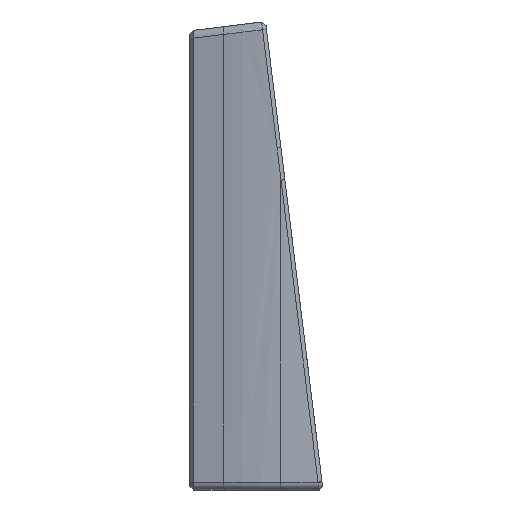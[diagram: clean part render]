
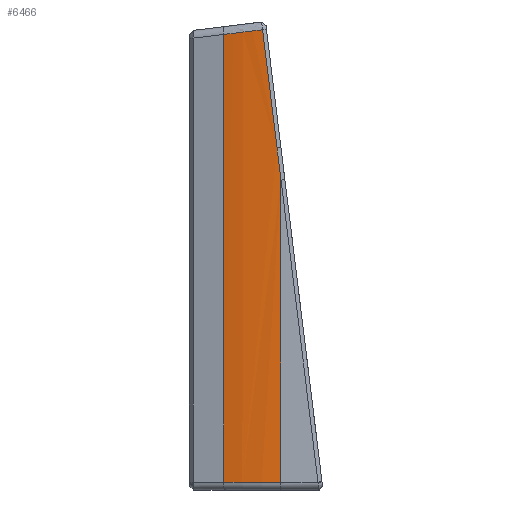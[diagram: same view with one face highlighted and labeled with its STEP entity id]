
A CAD part, left-side view. The second image highlights one B-rep face of the part: STEP entity #6466.
In plain terms, the highlighted cylindrical face has radius 60 mm (diameter 120 mm), a partial arc.
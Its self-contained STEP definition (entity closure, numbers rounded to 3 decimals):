
#82=ELLIPSE('',#6919,60.421,60.);
#327=B_SPLINE_CURVE_WITH_KNOTS('',3,(#11827,#11828,#11829,#11830),
 .UNSPECIFIED.,.F.,.F.,(4,4),(-4.774,-4.712),
 .UNSPECIFIED.);
#328=B_SPLINE_CURVE_WITH_KNOTS('',3,(#11848,#11849,#11850,#11851),
 .UNSPECIFIED.,.F.,.F.,(4,4),(0.,0.),.UNSPECIFIED.);
#329=B_SPLINE_CURVE_WITH_KNOTS('',3,(#11874,#11875,#11876,#11877),
 .UNSPECIFIED.,.F.,.F.,(4,4),(-2.65,-1.835),
 .UNSPECIFIED.);
#533=CYLINDRICAL_SURFACE('',#6921,60.);
#725=CIRCLE('',#6922,60.);
#1082=FACE_OUTER_BOUND('',#1476,.T.);
#1476=EDGE_LOOP('',(#5715,#5716,#5717,#5718,#5719,#5720,#5721));
#1960=LINE('',#12241,#2448);
#1961=LINE('',#12244,#2449);
#2448=VECTOR('',#8184,10.);
#2449=VECTOR('',#8187,10.);
#3075=VERTEX_POINT('',#11774);
#3077=VERTEX_POINT('',#11824);
#3078=VERTEX_POINT('',#11826);
#3080=VERTEX_POINT('',#11855);
#3097=VERTEX_POINT('',#12234);
#3098=VERTEX_POINT('',#12240);
#3099=VERTEX_POINT('',#12242);
#3957=EDGE_CURVE('',#3077,#3078,#327,.T.);
#3959=EDGE_CURVE('',#3075,#3077,#328,.T.);
#3963=EDGE_CURVE('',#3078,#3080,#329,.T.);
#4007=EDGE_CURVE('',#3097,#3075,#82,.T.);
#4009=EDGE_CURVE('',#3097,#3098,#1960,.T.);
#4010=EDGE_CURVE('',#3099,#3098,#725,.T.);
#4011=EDGE_CURVE('',#3099,#3080,#1961,.T.);
#5715=ORIENTED_EDGE('',*,*,#3959,.F.);
#5716=ORIENTED_EDGE('',*,*,#4007,.F.);
#5717=ORIENTED_EDGE('',*,*,#4009,.T.);
#5718=ORIENTED_EDGE('',*,*,#4010,.F.);
#5719=ORIENTED_EDGE('',*,*,#4011,.T.);
#5720=ORIENTED_EDGE('',*,*,#3963,.F.);
#5721=ORIENTED_EDGE('',*,*,#3957,.F.);
#6466=ADVANCED_FACE('',(#1082),#533,.T.);
#6919=AXIS2_PLACEMENT_3D('',#12236,#8177,#8178);
#6921=AXIS2_PLACEMENT_3D('',#12239,#8182,#8183);
#6922=AXIS2_PLACEMENT_3D('',#12243,#8185,#8186);
#8177=DIRECTION('center_axis',(0.,0.118,0.993));
#8178=DIRECTION('ref_axis',(0.,0.993,-0.118));
#8182=DIRECTION('center_axis',(0.,0.,1.));
#8183=DIRECTION('ref_axis',(-0.993,0.122,0.));
#8184=DIRECTION('',(0.,0.,-1.));
#8185=DIRECTION('center_axis',(0.,0.,-1.));
#8186=DIRECTION('ref_axis',(-0.993,0.122,0.));
#8187=DIRECTION('',(0.,0.,1.));
#11774=CARTESIAN_POINT('',(-11.646,-9.462,105.921));
#11824=CARTESIAN_POINT('',(-11.646,-9.462,105.916));
#11826=CARTESIAN_POINT('',(-11.819,-13.125,76.069));
#11827=CARTESIAN_POINT('Ctrl Pts',(-11.646,-9.462,
105.916));
#11828=CARTESIAN_POINT('Ctrl Pts',(-11.741,-10.681,
95.98));
#11829=CARTESIAN_POINT('Ctrl Pts',(-11.798,-11.902,
86.025));
#11830=CARTESIAN_POINT('Ctrl Pts',(-11.819,-13.125,
76.069));
#11848=CARTESIAN_POINT('Ctrl Pts',(-11.646,-9.462,105.921));
#11849=CARTESIAN_POINT('Ctrl Pts',(-11.646,-9.462,
105.919));
#11850=CARTESIAN_POINT('Ctrl Pts',(-11.646,-9.462,
105.918));
#11851=CARTESIAN_POINT('Ctrl Pts',(-11.646,-9.462,105.916));
#11855=CARTESIAN_POINT('',(-11.827,-14.117,67.986));
#11874=CARTESIAN_POINT('Ctrl Pts',(-11.819,-13.125,
76.069));
#11875=CARTESIAN_POINT('Ctrl Pts',(-11.824,-13.455,
73.375));
#11876=CARTESIAN_POINT('Ctrl Pts',(-11.827,-13.786,
70.68));
#11877=CARTESIAN_POINT('Ctrl Pts',(-11.827,-14.117,
67.986));
#12234=CARTESIAN_POINT('',(-10.045,0.398,104.751));
#12236=CARTESIAN_POINT('Origin',(48.173,-14.117,106.473));
#12239=CARTESIAN_POINT('Origin',(48.173,-14.117,-10.4));
#12240=CARTESIAN_POINT('',(-10.045,0.398,-8.4));
#12241=CARTESIAN_POINT('',(-10.045,0.398,-10.4));
#12242=CARTESIAN_POINT('',(-11.827,-14.117,-8.4));
#12243=CARTESIAN_POINT('Origin',(48.173,-14.117,-8.4));
#12244=CARTESIAN_POINT('',(-11.827,-14.117,-10.4));
